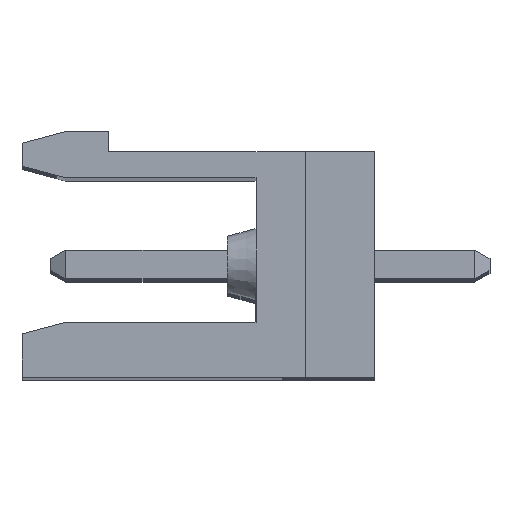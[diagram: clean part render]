
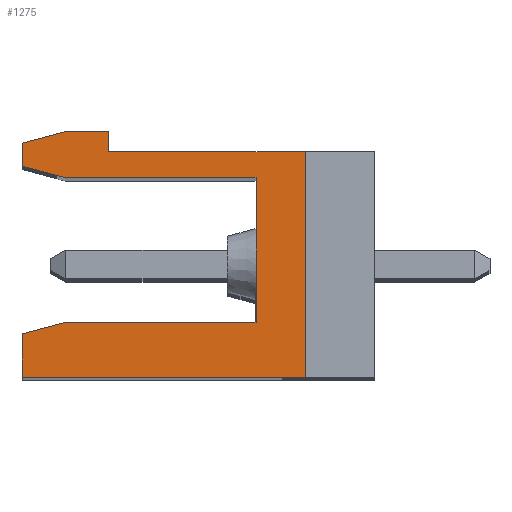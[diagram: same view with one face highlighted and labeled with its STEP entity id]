
A CAD part, top view. The second image highlights one B-rep face of the part: STEP entity #1275.
In plain terms, the highlighted planar face has unit normal (0, 0, 1).
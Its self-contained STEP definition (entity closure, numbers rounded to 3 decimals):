
#1275 = ADVANCED_FACE( '', ( #2725 ), #2726, .F. );
#2725 = FACE_OUTER_BOUND( '', #4311, .T. );
#2726 = PLANE( '', #4312 );
#4311 = EDGE_LOOP( '', ( #8144, #8145, #8146, #8147, #8148, #8149, #8150, #8151, #8152, #8153, #8154, #8155, #8156 ) );
#4312 = AXIS2_PLACEMENT_3D( '', #8157, #8158, #8159 );
#8144 = ORIENTED_EDGE( '', *, *, #10008, .T. );
#8145 = ORIENTED_EDGE( '', *, *, #9802, .T. );
#8146 = ORIENTED_EDGE( '', *, *, #10611, .F. );
#8147 = ORIENTED_EDGE( '', *, *, #9908, .T. );
#8148 = ORIENTED_EDGE( '', *, *, #10713, .F. );
#8149 = ORIENTED_EDGE( '', *, *, #9681, .F. );
#8150 = ORIENTED_EDGE( '', *, *, #10853, .F. );
#8151 = ORIENTED_EDGE( '', *, *, #9448, .F. );
#8152 = ORIENTED_EDGE( '', *, *, #9536, .F. );
#8153 = ORIENTED_EDGE( '', *, *, #10659, .F. );
#8154 = ORIENTED_EDGE( '', *, *, #10437, .F. );
#8155 = ORIENTED_EDGE( '', *, *, #10558, .F. );
#8156 = ORIENTED_EDGE( '', *, *, #10233, .T. );
#8157 = CARTESIAN_POINT( '', ( 213.774, 24.441, -24.28 ) );
#8158 = DIRECTION( '', ( 0., 0., -1. ) );
#8159 = DIRECTION( '', ( 0., -1., 0. ) );
#9448 = EDGE_CURVE( '', #11350, #11352, #11353, .T. );
#9536 = EDGE_CURVE( '', #11505, #11350, #11507, .T. );
#9681 = EDGE_CURVE( '', #11772, #11590, #11774, .T. );
#9802 = EDGE_CURVE( '', #11967, #11965, #11968, .T. );
#9908 = EDGE_CURVE( '', #12135, #12136, #12137, .T. );
#10008 = EDGE_CURVE( '', #12287, #11967, #12290, .T. );
#10233 = EDGE_CURVE( '', #12640, #12287, #12641, .T. );
#10437 = EDGE_CURVE( '', #12918, #12865, #12920, .T. );
#10558 = EDGE_CURVE( '', #12640, #12918, #13072, .T. );
#10611 = EDGE_CURVE( '', #12135, #11965, #13140, .T. );
#10659 = EDGE_CURVE( '', #12865, #11505, #13205, .T. );
#10713 = EDGE_CURVE( '', #11590, #12136, #13270, .T. );
#10853 = EDGE_CURVE( '', #11352, #11772, #13420, .T. );
#11350 = VERTEX_POINT( '', #14052 );
#11352 = VERTEX_POINT( '', #14055 );
#11353 = LINE( '', #14056, #14057 );
#11505 = VERTEX_POINT( '', #14283 );
#11507 = LINE( '', #14286, #14287 );
#11590 = VERTEX_POINT( '', #14403 );
#11772 = VERTEX_POINT( '', #14680 );
#11774 = LINE( '', #14683, #14684 );
#11965 = VERTEX_POINT( '', #14961 );
#11967 = VERTEX_POINT( '', #14964 );
#11968 = LINE( '', #14965, #14966 );
#12135 = VERTEX_POINT( '', #15205 );
#12136 = VERTEX_POINT( '', #15206 );
#12137 = LINE( '', #15207, #15208 );
#12287 = VERTEX_POINT( '', #15432 );
#12290 = LINE( '', #15437, #15438 );
#12640 = VERTEX_POINT( '', #15975 );
#12641 = LINE( '', #15976, #15977 );
#12865 = VERTEX_POINT( '', #16323 );
#12918 = VERTEX_POINT( '', #16408 );
#12920 = LINE( '', #16411, #16412 );
#13072 = LINE( '', #16645, #16646 );
#13140 = LINE( '', #16752, #16753 );
#13205 = LINE( '', #16848, #16849 );
#13270 = LINE( '', #16947, #16948 );
#13420 = LINE( '', #17174, #17175 );
#14052 = CARTESIAN_POINT( '', ( 213.974, 23.641, -24.28 ) );
#14055 = CARTESIAN_POINT( '', ( 220.774, 23.641, -24.28 ) );
#14056 = CARTESIAN_POINT( '', ( 220.574, 23.641, -24.28 ) );
#14057 = VECTOR( '', #17612, 1000. );
#14283 = CARTESIAN_POINT( '', ( 213.974, 24.341, -24.28 ) );
#14286 = CARTESIAN_POINT( '', ( 213.974, 23.941, -24.28 ) );
#14287 = VECTOR( '', #17685, 1000. );
#14403 = CARTESIAN_POINT( '', ( 210.974, 15.841, -24.28 ) );
#14680 = CARTESIAN_POINT( '', ( 220.774, 15.841, -24.28 ) );
#14683 = CARTESIAN_POINT( '', ( 210.774, 15.841, -24.28 ) );
#14684 = VECTOR( '', #17827, 1000. );
#14961 = CARTESIAN_POINT( '', ( 219.074, 17.741, -24.28 ) );
#14964 = CARTESIAN_POINT( '', ( 219.074, 22.741, -24.28 ) );
#14965 = CARTESIAN_POINT( '', ( 219.074, 24.441, -24.28 ) );
#14966 = VECTOR( '', #17936, 1000. );
#15205 = CARTESIAN_POINT( '', ( 212.474, 17.741, -24.28 ) );
#15206 = CARTESIAN_POINT( '', ( 210.974, 17.34, -24.28 ) );
#15207 = CARTESIAN_POINT( '', ( 210.974, 17.34, -24.28 ) );
#15208 = VECTOR( '', #18054, 1000. );
#15432 = CARTESIAN_POINT( '', ( 212.467, 22.741, -24.28 ) );
#15437 = CARTESIAN_POINT( '', ( 213.774, 22.741, -24.28 ) );
#15438 = VECTOR( '', #18134, 1000. );
#15975 = CARTESIAN_POINT( '', ( 210.974, 23.141, -24.28 ) );
#15976 = CARTESIAN_POINT( '', ( 213.262, 22.529, -24.28 ) );
#15977 = VECTOR( '', #18316, 1000. );
#16323 = CARTESIAN_POINT( '', ( 212.467, 24.341, -24.28 ) );
#16408 = CARTESIAN_POINT( '', ( 210.974, 23.941, -24.28 ) );
#16411 = CARTESIAN_POINT( '', ( 212.467, 24.341, -24.28 ) );
#16412 = VECTOR( '', #18475, 1000. );
#16645 = CARTESIAN_POINT( '', ( 210.974, 24.041, -24.28 ) );
#16646 = VECTOR( '', #18554, 1000. );
#16752 = CARTESIAN_POINT( '', ( 213.774, 17.741, -24.28 ) );
#16753 = VECTOR( '', #18593, 1000. );
#16848 = CARTESIAN_POINT( '', ( 213.974, 24.341, -24.28 ) );
#16849 = VECTOR( '', #18630, 1000. );
#16947 = CARTESIAN_POINT( '', ( 210.974, 24.041, -24.28 ) );
#16948 = VECTOR( '', #18676, 1000. );
#17174 = CARTESIAN_POINT( '', ( 220.774, 15.841, -24.28 ) );
#17175 = VECTOR( '', #18753, 1000. );
#17612 = DIRECTION( '', ( 1., 0., 0. ) );
#17685 = DIRECTION( '', ( 0., -1., 0. ) );
#17827 = DIRECTION( '', ( -1., 0., 0. ) );
#17936 = DIRECTION( '', ( 0., -1., 0. ) );
#18054 = DIRECTION( '', ( -0.966, -0.259, 0. ) );
#18134 = DIRECTION( '', ( 1., 0., 0. ) );
#18316 = DIRECTION( '', ( 0.966, -0.259, 0. ) );
#18475 = DIRECTION( '', ( 0.966, 0.259, 0. ) );
#18554 = DIRECTION( '', ( 0., 1., 0. ) );
#18593 = DIRECTION( '', ( 1., 0., 0. ) );
#18630 = DIRECTION( '', ( 1., 0., 0. ) );
#18676 = DIRECTION( '', ( 0., 1., 0. ) );
#18753 = DIRECTION( '', ( 0., -1., 0. ) );
